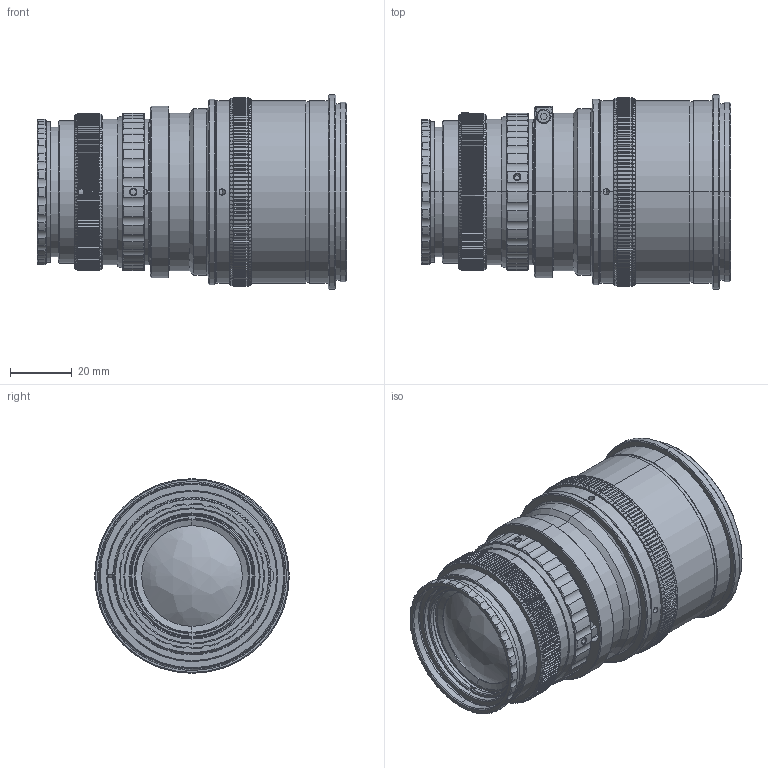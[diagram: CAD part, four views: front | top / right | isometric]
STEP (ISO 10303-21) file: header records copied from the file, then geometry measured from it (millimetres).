
FILE_DESCRIPTION (( 'STEP AP203' ), '1' );
FILE_NAME ('620001.STEP', '2019-10-21T05:32:03', ( '' ), ( '' ), 'SwSTEP 2.0', 'SolidWorks 2016', '' );
FILE_SCHEMA (( 'CONFIG_CONTROL_DESIGN' ));
Products named in the file (2): 620001
Bounding box: 100.09 x 63 x 63 mm (x, y, z)
Volume: 114733.1 mm3; surface area: 83006.5 mm2
Topology: 18 solids, 18 shells, 2368 faces, 6073 edges, 3802 vertices
Faces by surface type: cylinder 913, plane 847, cone 598, bspline 10
Entity records: 82387 total; most frequent: CARTESIAN_POINT 27205, ORIENTED_EDGE 12146, DIRECTION 10830, EDGE_CURVE 6073, AXIS2_PLACEMENT_3D 4427, VERTEX_POINT 3802, EDGE_LOOP 2485, ADVANCED_FACE 2368
